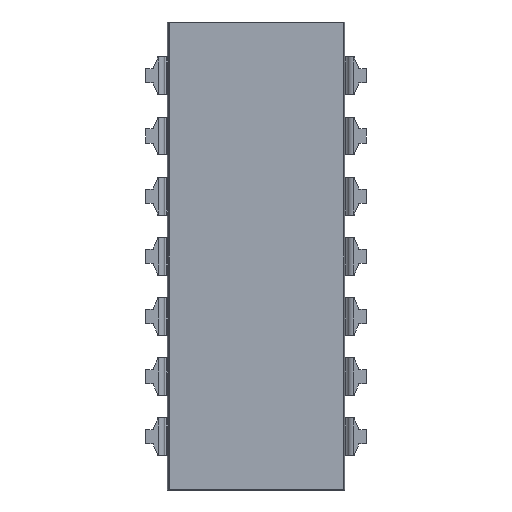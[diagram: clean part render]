
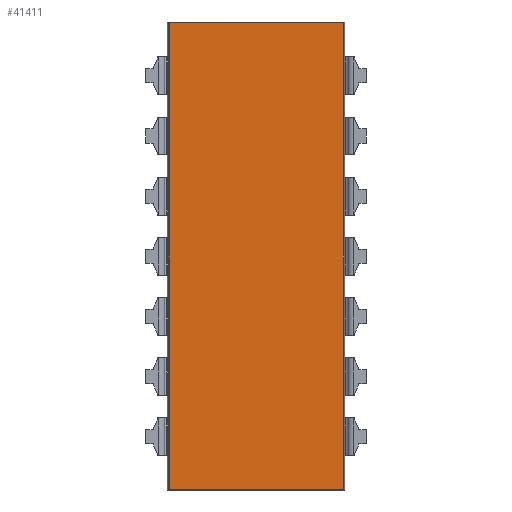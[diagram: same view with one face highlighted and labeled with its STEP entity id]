
A CAD part, front view. The second image highlights one B-rep face of the part: STEP entity #41411.
In plain terms, the highlighted planar face has unit normal (0, -1, 0).
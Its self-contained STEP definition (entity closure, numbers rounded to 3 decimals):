
#820 = VERTEX_POINT ( 'NONE', #41681 ) ;
#1028 = VERTEX_POINT ( 'NONE', #2471 ) ;
#1704 = LINE ( 'NONE', #17350, #2319 ) ;
#1953 = DIRECTION ( 'NONE',  ( 1., 0., 0. ) ) ;
#2319 = VECTOR ( 'NONE', #21165, 1000. ) ;
#2471 = CARTESIAN_POINT ( 'NONE',  ( 3.677, -1.75, -0.025 ) ) ;
#3474 = ORIENTED_EDGE ( 'NONE', *, *, #12293, .T. ) ;
#3910 = FACE_OUTER_BOUND ( 'NONE', #18770, .T. ) ;
#4402 = VECTOR ( 'NONE', #1953, 1000. ) ;
#6201 = DIRECTION ( 'NONE',  ( 1., 0., 0. ) ) ;
#7706 = EDGE_CURVE ( 'NONE', #14354, #820, #1704, .T. ) ;
#8442 = EDGE_CURVE ( 'NONE', #1028, #14354, #10374, .T. ) ;
#8463 = CARTESIAN_POINT ( 'NONE',  ( 3.677, -1.75, -19.736 ) ) ;
#9192 = VECTOR ( 'NONE', #37499, 1000. ) ;
#10374 = LINE ( 'NONE', #11249, #9192 ) ;
#11249 = CARTESIAN_POINT ( 'NONE',  ( 3.677, -1.75, -0.025 ) ) ;
#12242 = AXIS2_PLACEMENT_3D ( 'NONE', #27976, #33022, #6201 ) ;
#12293 = EDGE_CURVE ( 'NONE', #820, #40556, #34402, .T. ) ;
#12973 = CARTESIAN_POINT ( 'NONE',  ( -3.67, -1.75, -19.736 ) ) ;
#14354 = VERTEX_POINT ( 'NONE', #31320 ) ;
#14727 = CARTESIAN_POINT ( 'NONE',  ( 3.677, -1.75, -19.736 ) ) ;
#17350 = CARTESIAN_POINT ( 'NONE',  ( -3.67, -1.75, -0.025 ) ) ;
#18680 = ORIENTED_EDGE ( 'NONE', *, *, #26550, .T. ) ;
#18770 = EDGE_LOOP ( 'NONE', ( #18680, #20575, #37927, #3474 ) ) ;
#20575 = ORIENTED_EDGE ( 'NONE', *, *, #8442, .T. ) ;
#21165 = DIRECTION ( 'NONE',  ( 0., 0., -1. ) ) ;
#23198 = LINE ( 'NONE', #8463, #35366 ) ;
#26550 = EDGE_CURVE ( 'NONE', #40556, #1028, #23198, .T. ) ;
#27976 = CARTESIAN_POINT ( 'NONE',  ( 0., -1.75, 0. ) ) ;
#31320 = CARTESIAN_POINT ( 'NONE',  ( -3.67, -1.75, -0.025 ) ) ;
#33022 = DIRECTION ( 'NONE',  ( 0., 1., 0. ) ) ;
#34402 = LINE ( 'NONE', #12973, #4402 ) ;
#35366 = VECTOR ( 'NONE', #45907, 1000. ) ;
#36290 = PLANE ( 'NONE',  #12242 ) ;
#37499 = DIRECTION ( 'NONE',  ( -1., 0., 0. ) ) ;
#37927 = ORIENTED_EDGE ( 'NONE', *, *, #7706, .T. ) ;
#40556 = VERTEX_POINT ( 'NONE', #14727 ) ;
#41411 = ADVANCED_FACE ( 'NONE', ( #3910 ), #36290, .F. ) ;
#41681 = CARTESIAN_POINT ( 'NONE',  ( -3.67, -1.75, -19.736 ) ) ;
#45907 = DIRECTION ( 'NONE',  ( 0., 0., 1. ) ) ;
